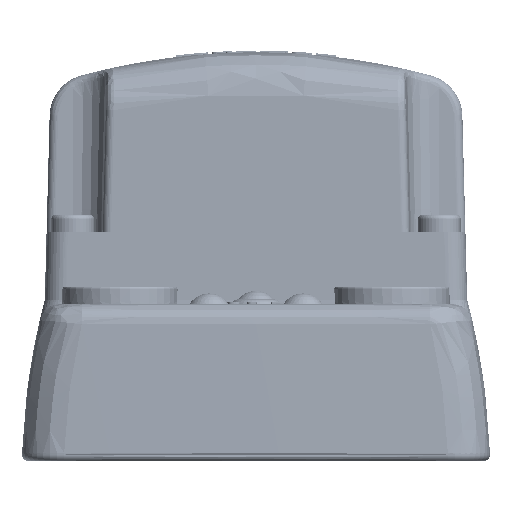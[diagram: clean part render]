
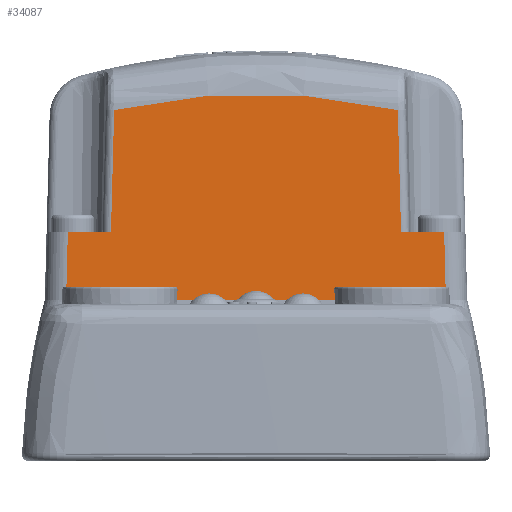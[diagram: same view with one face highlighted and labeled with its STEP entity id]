
A CAD part, front view. The second image highlights one B-rep face of the part: STEP entity #34087.
In plain terms, the highlighted planar face has unit normal (0, -1, 0.026).
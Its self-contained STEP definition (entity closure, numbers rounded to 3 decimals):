
#6083=FACE_OUTER_BOUND('',#42200,.T.);
#13600=PLANE('',#101156);
#15800=ELLIPSE('',#101143,73.845,73.82);
#18868=LINE('',#169368,#26927);
#18873=LINE('',#169391,#26932);
#18894=LINE('',#170341,#26955);
#18962=LINE('',#172413,#27023);
#18963=LINE('',#172415,#27024);
#18965=LINE('',#172431,#27026);
#18980=LINE('',#172502,#27041);
#26927=VECTOR('',#114561,1.);
#26932=VECTOR('',#114582,1.);
#26955=VECTOR('',#114639,1.);
#27023=VECTOR('',#114923,1.);
#27024=VECTOR('',#114926,1.);
#27026=VECTOR('',#114932,1.);
#27041=VECTOR('',#114969,1.);
#34087=ADVANCED_FACE('',(#6083),#13600,.T.);
#42200=EDGE_LOOP('',(#56313,#56314,#56315,#56316,#56317,#56318,#56319,#56320));
#56313=ORIENTED_EDGE('',*,*,#87645,.T.);
#56314=ORIENTED_EDGE('',*,*,#87644,.T.);
#56315=ORIENTED_EDGE('',*,*,#87388,.F.);
#56316=ORIENTED_EDGE('',*,*,#87668,.T.);
#56317=ORIENTED_EDGE('',*,*,#87438,.F.);
#56318=ORIENTED_EDGE('',*,*,#87647,.T.);
#56319=ORIENTED_EDGE('',*,*,#87399,.F.);
#56320=ORIENTED_EDGE('',*,*,#87643,.T.);
#76640=VERTEX_POINT('',#169354);
#76647=VERTEX_POINT('',#169367);
#76658=VERTEX_POINT('',#169392);
#76659=VERTEX_POINT('',#169393);
#76695=VERTEX_POINT('',#170340);
#76696=VERTEX_POINT('',#170342);
#76824=VERTEX_POINT('',#172001);
#76829=VERTEX_POINT('',#172041);
#87388=EDGE_CURVE('',#76647,#76640,#18868,.T.);
#87399=EDGE_CURVE('',#76658,#76659,#18873,.T.);
#87438=EDGE_CURVE('',#76695,#76696,#18894,.T.);
#87643=EDGE_CURVE('',#76658,#76824,#18962,.T.);
#87644=EDGE_CURVE('',#76829,#76640,#18963,.T.);
#87645=EDGE_CURVE('',#76824,#76829,#15800,.T.);
#87647=EDGE_CURVE('',#76695,#76659,#18965,.T.);
#87668=EDGE_CURVE('',#76647,#76696,#18980,.T.);
#101143=AXIS2_PLACEMENT_3D('',#172417,#114929,#114930);
#101156=AXIS2_PLACEMENT_3D('',#172504,#114972,#114973);
#114561=DIRECTION('',(1.,0.,0.));
#114582=DIRECTION('',(1.,0.,0.));
#114639=DIRECTION('',(-1.,0.,0.));
#114923=DIRECTION('',(-0.026,0.026,0.999));
#114926=DIRECTION('',(-0.026,-0.026,-0.999));
#114929=DIRECTION('',(0.,-1.,0.026));
#114930=DIRECTION('',(0.,0.026,1.));
#114932=DIRECTION('',(-0.026,0.026,0.999));
#114969=DIRECTION('',(-0.026,-0.026,-0.999));
#114972=DIRECTION('',(0.,-1.,0.026));
#114973=DIRECTION('',(0.,-0.026,-1.));
#169354=CARTESIAN_POINT('',(9.48,162.566,10.46));
#169367=CARTESIAN_POINT('',(4.418,162.566,10.46));
#169368=CARTESIAN_POINT('',(26.5,162.566,10.46));
#169391=CARTESIAN_POINT('',(26.5,162.566,10.46));
#169392=CARTESIAN_POINT('',(43.52,162.566,10.46));
#169393=CARTESIAN_POINT('',(48.582,162.566,10.46));
#170340=CARTESIAN_POINT('',(48.791,162.356,2.46));
#170341=CARTESIAN_POINT('',(26.5,162.356,2.46));
#170342=CARTESIAN_POINT('',(4.209,162.356,2.46));
#172001=CARTESIAN_POINT('',(43.147,162.939,24.729));
#172041=CARTESIAN_POINT('',(9.853,162.939,24.729));
#172413=CARTESIAN_POINT('',(43.718,162.368,2.911));
#172415=CARTESIAN_POINT('',(9.282,162.368,2.911));
#172417=CARTESIAN_POINT('',(26.5,161.056,-47.189));
#172431=CARTESIAN_POINT('',(48.776,162.372,3.043));
#172502=CARTESIAN_POINT('',(4.207,162.355,2.395));
#172504=CARTESIAN_POINT('',(26.5,162.356,2.46));
